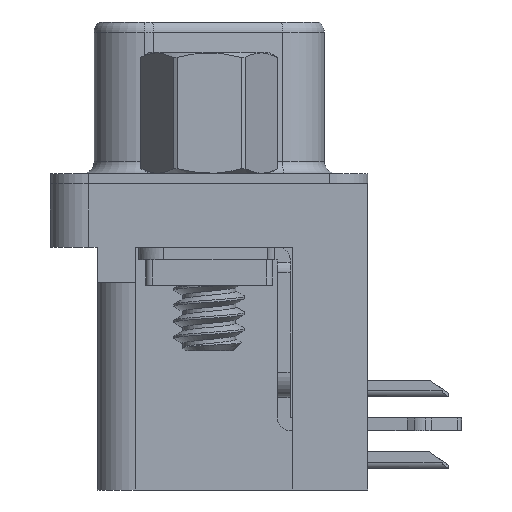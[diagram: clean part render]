
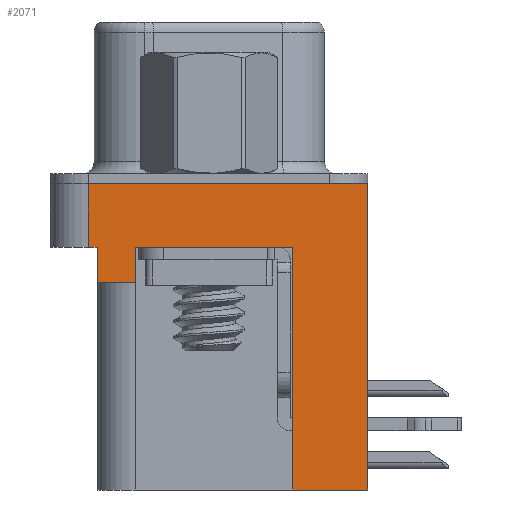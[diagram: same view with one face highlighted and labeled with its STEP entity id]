
A CAD part, left-side view. The second image highlights one B-rep face of the part: STEP entity #2071.
In plain terms, the highlighted planar face has unit normal (-1, 0, 0).
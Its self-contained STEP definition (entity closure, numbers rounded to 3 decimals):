
#461 = DIRECTION ( 'NONE',  ( 0., -1., 0. ) ) ;
#467 = VERTEX_POINT ( 'NONE', #9999 ) ;
#772 = VECTOR ( 'NONE', #14270, 1000. ) ;
#1199 = ORIENTED_EDGE ( 'NONE', *, *, #12124, .F. ) ;
#1636 = CARTESIAN_POINT ( 'NONE',  ( -2.91, -6.275, -12.1 ) ) ;
#1667 = DIRECTION ( 'NONE',  ( 0., 0., 1. ) ) ;
#2071 = ADVANCED_FACE ( 'NONE', ( #8690 ), #18923, .T. ) ;
#2082 = CARTESIAN_POINT ( 'NONE',  ( -2.91, 4.775, 0. ) ) ;
#2222 = ORIENTED_EDGE ( 'NONE', *, *, #7661, .T. ) ;
#2412 = LINE ( 'NONE', #19674, #18583 ) ;
#2472 = CARTESIAN_POINT ( 'NONE',  ( -2.91, -3.295, -12.1 ) ) ;
#2661 = CARTESIAN_POINT ( 'NONE',  ( -2.91, 4.425, -2.5 ) ) ;
#2961 = EDGE_CURVE ( 'NONE', #13873, #4861, #5994, .T. ) ;
#3728 = ORIENTED_EDGE ( 'NONE', *, *, #14061, .T. ) ;
#4861 = VERTEX_POINT ( 'NONE', #2082 ) ;
#4869 = VECTOR ( 'NONE', #7917, 1000. ) ;
#5303 = ORIENTED_EDGE ( 'NONE', *, *, #2961, .F. ) ;
#5471 = VECTOR ( 'NONE', #19955, 1000. ) ;
#5504 = ORIENTED_EDGE ( 'NONE', *, *, #17324, .T. ) ;
#5526 = LINE ( 'NONE', #19272, #772 ) ;
#5994 = LINE ( 'NONE', #16346, #11433 ) ;
#6990 = DIRECTION ( 'NONE',  ( -1., 0., 0. ) ) ;
#7083 = VERTEX_POINT ( 'NONE', #18247 ) ;
#7293 = DIRECTION ( 'NONE',  ( 0., -1., 0. ) ) ;
#7319 = ORIENTED_EDGE ( 'NONE', *, *, #18967, .F. ) ;
#7582 = EDGE_CURVE ( 'NONE', #13873, #10119, #13106, .T. ) ;
#7606 = VERTEX_POINT ( 'NONE', #18754 ) ;
#7661 = EDGE_CURVE ( 'NONE', #9168, #7606, #13986, .T. ) ;
#7813 = CARTESIAN_POINT ( 'NONE',  ( -2.91, 4.425, -3.9 ) ) ;
#7824 = EDGE_CURVE ( 'NONE', #467, #10119, #2412, .T. ) ;
#7917 = DIRECTION ( 'NONE',  ( 0., 1., 0. ) ) ;
#8312 = CARTESIAN_POINT ( 'NONE',  ( -2.91, -3.295, -12.1 ) ) ;
#8690 = FACE_OUTER_BOUND ( 'NONE', #18381, .T. ) ;
#9029 = VERTEX_POINT ( 'NONE', #10365 ) ;
#9168 = VERTEX_POINT ( 'NONE', #1636 ) ;
#9377 = ORIENTED_EDGE ( 'NONE', *, *, #12248, .F. ) ;
#9830 = ORIENTED_EDGE ( 'NONE', *, *, #7824, .F. ) ;
#9978 = LINE ( 'NONE', #22019, #21333 ) ;
#9999 = CARTESIAN_POINT ( 'NONE',  ( -2.91, 4.425, -3.9 ) ) ;
#10119 = VERTEX_POINT ( 'NONE', #2661 ) ;
#10285 = CARTESIAN_POINT ( 'NONE',  ( -2.91, -6.275, -2.5 ) ) ;
#10365 = CARTESIAN_POINT ( 'NONE',  ( -2.91, 2.895, -3.9 ) ) ;
#11433 = VECTOR ( 'NONE', #16957, 1000. ) ;
#11945 = DIRECTION ( 'NONE',  ( 0., 0., 1. ) ) ;
#12124 = EDGE_CURVE ( 'NONE', #13752, #7083, #5526, .T. ) ;
#12248 = EDGE_CURVE ( 'NONE', #9168, #13752, #16214, .T. ) ;
#12270 = CARTESIAN_POINT ( 'NONE',  ( -2.91, -6.275, 0. ) ) ;
#12352 = VECTOR ( 'NONE', #7293, 1000. ) ;
#12506 = LINE ( 'NONE', #12270, #20970 ) ;
#13038 = LINE ( 'NONE', #7813, #4869 ) ;
#13106 = LINE ( 'NONE', #13872, #20775 ) ;
#13433 = VERTEX_POINT ( 'NONE', #21574 ) ;
#13752 = VERTEX_POINT ( 'NONE', #8312 ) ;
#13872 = CARTESIAN_POINT ( 'NONE',  ( -2.91, -6.275, -2.5 ) ) ;
#13873 = VERTEX_POINT ( 'NONE', #17409 ) ;
#13986 = LINE ( 'NONE', #20804, #14974 ) ;
#14061 = EDGE_CURVE ( 'NONE', #9029, #13433, #9978, .T. ) ;
#14270 = DIRECTION ( 'NONE',  ( 0., 0., 1. ) ) ;
#14321 = DIRECTION ( 'NONE',  ( 0., 0., 1. ) ) ;
#14974 = VECTOR ( 'NONE', #11945, 1000. ) ;
#16214 = LINE ( 'NONE', #2472, #5471 ) ;
#16346 = CARTESIAN_POINT ( 'NONE',  ( -2.91, 4.775, -2.5 ) ) ;
#16957 = DIRECTION ( 'NONE',  ( 0., 0., 1. ) ) ;
#17324 = EDGE_CURVE ( 'NONE', #13433, #7083, #19445, .T. ) ;
#17409 = CARTESIAN_POINT ( 'NONE',  ( -2.91, 4.775, -2.5 ) ) ;
#18247 = CARTESIAN_POINT ( 'NONE',  ( -2.91, -3.295, -2.5 ) ) ;
#18381 = EDGE_LOOP ( 'NONE', ( #22016, #5303, #20232, #9830, #7319, #3728, #5504, #1199, #9377, #2222 ) ) ;
#18387 = EDGE_CURVE ( 'NONE', #4861, #7606, #12506, .T. ) ;
#18583 = VECTOR ( 'NONE', #14321, 1000. ) ;
#18754 = CARTESIAN_POINT ( 'NONE',  ( -2.91, -6.275, 0. ) ) ;
#18923 = PLANE ( 'NONE',  #20152 ) ;
#18967 = EDGE_CURVE ( 'NONE', #9029, #467, #13038, .T. ) ;
#19272 = CARTESIAN_POINT ( 'NONE',  ( -2.91, -3.295, -12.1 ) ) ;
#19445 = LINE ( 'NONE', #21268, #12352 ) ;
#19674 = CARTESIAN_POINT ( 'NONE',  ( -2.91, 4.425, -3.9 ) ) ;
#19955 = DIRECTION ( 'NONE',  ( 0., 1., 0. ) ) ;
#20152 = AXIS2_PLACEMENT_3D ( 'NONE', #10285, #6990, #1667 ) ;
#20232 = ORIENTED_EDGE ( 'NONE', *, *, #7582, .T. ) ;
#20425 = DIRECTION ( 'NONE',  ( 0., 0., 1. ) ) ;
#20775 = VECTOR ( 'NONE', #22390, 1000. ) ;
#20804 = CARTESIAN_POINT ( 'NONE',  ( -2.91, -6.275, -2.5 ) ) ;
#20970 = VECTOR ( 'NONE', #461, 1000. ) ;
#21268 = CARTESIAN_POINT ( 'NONE',  ( -2.91, -6.275, -2.5 ) ) ;
#21333 = VECTOR ( 'NONE', #20425, 1000. ) ;
#21574 = CARTESIAN_POINT ( 'NONE',  ( -2.91, 2.895, -2.5 ) ) ;
#22016 = ORIENTED_EDGE ( 'NONE', *, *, #18387, .F. ) ;
#22019 = CARTESIAN_POINT ( 'NONE',  ( -2.91, 2.895, -3.9 ) ) ;
#22390 = DIRECTION ( 'NONE',  ( 0., -1., 0. ) ) ;
